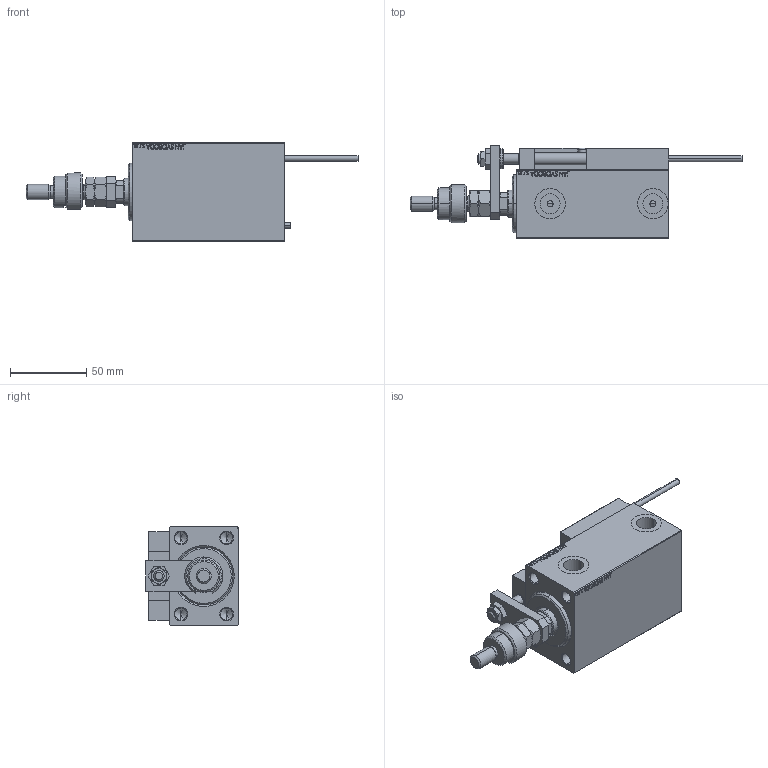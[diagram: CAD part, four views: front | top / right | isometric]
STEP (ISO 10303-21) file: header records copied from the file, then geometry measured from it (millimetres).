
FILE_DESCRIPTION (( 'STEP AP203' ), '1' );
FILE_NAME ('9c5c.STEP', '2021-03-18T16:46:47', ( '' ), ( '' ), 'SwSTEP 2.0', 'SolidWorks 2019', '' );
FILE_SCHEMA (( 'CONFIG_CONTROL_DESIGN' ));
Length unit declared in the file: millimetre
Products named in the file (19): NUT_D12 b158e3932e159d4d6acf59d017743007; SWITCH X b158e3932e159d4d6acf59d017743007; KONCOVKA b158e3932e159d4d6acf59d017743007; X_Y_DFA b158e3932e159d4d6acf59d017743007; ZARAZKA b158e3932e159d4d6acf59d017743007; ALLEN BOLT D5 b158e3932e159d4d6acf59d017743007; Block b158e3932e159d4d6acf59d017743007; 9c5c; SWITCH DIM B,W b158e3932e159d4d6acf59d017743007; FEMALE_PART_FOR_DFA b158e3932e159d4d6acf59d017743007; TYC_L79 b158e3932e159d4d6acf59d017743007; V450CM_B b158e3932e159d4d6acf59d017743007; V450CM_B_VCP b158e3932e159d4d6acf59d017743007; ALLEN BOLT D8 b158e3932e159d4d6acf59d017743007; NUT_D10 b158e3932e159d4d6acf59d017743007; MAGNET b158e3932e159d4d6acf59d017743007; V450CM_VC_B b158e3932e159d4d6acf59d017743007; MFA b158e3932e159d4d6acf59d017743007; SWITCH_X_FRONT_BACK b158e3932e159d4d6acf59d017743007
Assembly tree (28 placements, depth 3):
  9c5c
    V450CM_B b158e3932e159d4d6acf59d017743007
    V450CM_B_VCP b158e3932e159d4d6acf59d017743007
    SWITCH X b158e3932e159d4d6acf59d017743007
      SWITCH_X_FRONT_BACK b158e3932e159d4d6acf59d017743007  x2
      TYC_L79 b158e3932e159d4d6acf59d017743007
      Block b158e3932e159d4d6acf59d017743007  x2
      ALLEN BOLT D5 b158e3932e159d4d6acf59d017743007  x4
      ALLEN BOLT D8 b158e3932e159d4d6acf59d017743007  x4
      MAGNET b158e3932e159d4d6acf59d017743007  x2
      KONCOVKA b158e3932e159d4d6acf59d017743007  x2
    NUT_D10 b158e3932e159d4d6acf59d017743007
    NUT_D12 b158e3932e159d4d6acf59d017743007
    SWITCH DIM B,W b158e3932e159d4d6acf59d017743007
    ZARAZKA b158e3932e159d4d6acf59d017743007
    V450CM_VC_B b158e3932e159d4d6acf59d017743007
    X_Y_DFA b158e3932e159d4d6acf59d017743007
      FEMALE_PART_FOR_DFA b158e3932e159d4d6acf59d017743007
      MFA b158e3932e159d4d6acf59d017743007
Bounding box: 218 x 60.5 x 65 mm (x, y, z)
Volume: 329146.9 mm3; surface area: 83930.9 mm2
Topology: 26 solids, 26 shells, 1417 faces, 3374 edges, 2126 vertices
Faces by surface type: plane 593, bspline 380, cylinder 207, cone 185, torus 48, sphere 4
Entity records: 54646 total; most frequent: CARTESIAN_POINT 27131, ORIENTED_EDGE 5736, DIRECTION 4055, EDGE_CURVE 2868, VERTEX_POINT 1850, LINE 1599, VECTOR 1599, EDGE_LOOP 1330
